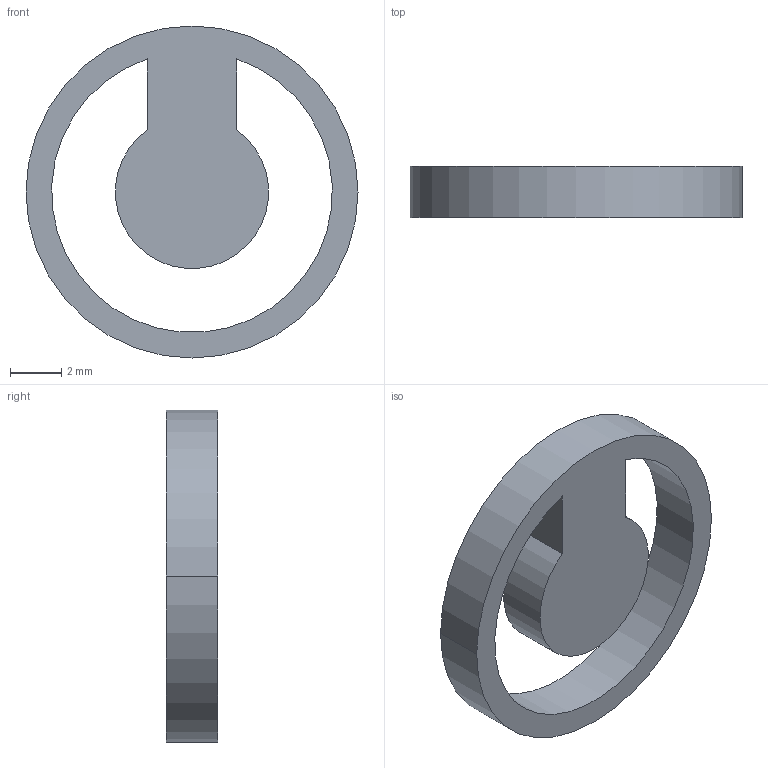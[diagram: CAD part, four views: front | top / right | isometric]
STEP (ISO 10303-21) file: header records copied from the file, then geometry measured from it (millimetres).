
FILE_DESCRIPTION((''),'2;1');
FILE_NAME('E5','2015-10-19T',('Ishan'),(''),'PRO/ENGINEER BY PARAMETRIC TECHNOLOGY CORPORATION, 2015280','PRO/ENGINEER BY PARAMETRIC TECHNOLOGY CORPORATION, 2015280','');
FILE_SCHEMA(('CONFIG_CONTROL_DESIGN'));
Length unit declared in the file: millimetre
Products named in the file (1): E5
Bounding box: 13 x 2 x 13 mm (x, y, z)
Volume: 150 mm3; surface area: 335.1 mm2
Topology: 1 solids, 1 shells, 8 faces, 18 edges, 12 vertices
Faces by surface type: plane 4, cylinder 4
Entity records: 272 total; most frequent: DIRECTION 42, CARTESIAN_POINT 38, ORIENTED_EDGE 36, EDGE_CURVE 18, AXIS2_PLACEMENT_3D 16, VERTEX_POINT 12, VECTOR 10, LINE 10
